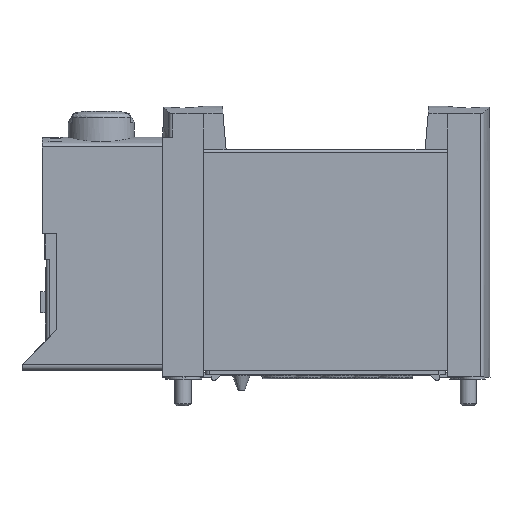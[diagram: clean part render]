
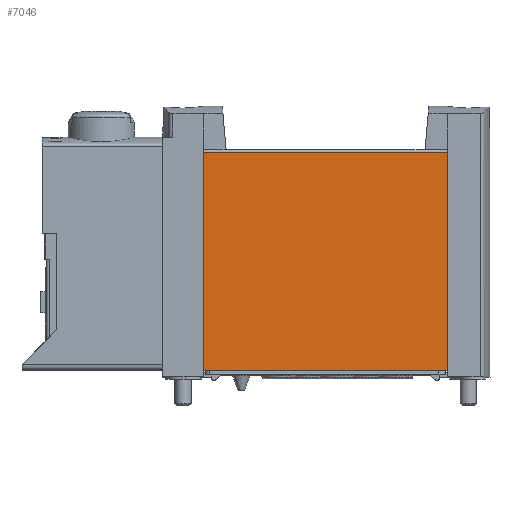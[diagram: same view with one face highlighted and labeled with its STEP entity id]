
A CAD part, top view. The second image highlights one B-rep face of the part: STEP entity #7046.
In plain terms, the highlighted planar face has unit normal (0, 0, 1).
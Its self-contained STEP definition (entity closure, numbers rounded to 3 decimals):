
#134=PLANE('',#7598);
#827=LINE('',#11016,#1471);
#838=LINE('',#11044,#1482);
#841=LINE('',#11052,#1485);
#844=LINE('',#11056,#1488);
#1471=VECTOR('',#8623,1000.);
#1482=VECTOR('',#8648,1000.);
#1485=VECTOR('',#8655,1000.);
#1488=VECTOR('',#8660,1000.);
#2320=ORIENTED_EDGE('',*,*,#4254,.T.);
#2321=ORIENTED_EDGE('',*,*,#4276,.F.);
#2322=ORIENTED_EDGE('',*,*,#4269,.F.);
#2323=ORIENTED_EDGE('',*,*,#4273,.T.);
#4254=EDGE_CURVE('',#5231,#5230,#827,.T.);
#4269=EDGE_CURVE('',#5240,#5241,#838,.T.);
#4273=EDGE_CURVE('',#5240,#5231,#841,.T.);
#4276=EDGE_CURVE('',#5241,#5230,#844,.T.);
#5230=VERTEX_POINT('',#11015);
#5231=VERTEX_POINT('',#11017);
#5240=VERTEX_POINT('',#11043);
#5241=VERTEX_POINT('',#11045);
#5799=EDGE_LOOP('',(#2320,#2321,#2322,#2323));
#6376=FACE_BOUND('',#5799,.T.);
#7046=ADVANCED_FACE('',(#6376),#134,.F.);
#7598=AXIS2_PLACEMENT_3D('',#11055,#8658,#8659);
#8623=DIRECTION('',(0.,-1.,0.));
#8648=DIRECTION('',(0.,-1.,0.));
#8655=DIRECTION('',(-1.,0.,0.));
#8658=DIRECTION('',(0.,0.,-1.));
#8659=DIRECTION('',(-1.,0.,0.));
#8660=DIRECTION('',(-1.,0.,0.));
#11015=CARTESIAN_POINT('',(-14.95,0.,5.1));
#11016=CARTESIAN_POINT('',(-14.95,26.7,5.1));
#11017=CARTESIAN_POINT('',(-14.95,26.7,5.1));
#11043=CARTESIAN_POINT('',(14.95,26.7,5.1));
#11044=CARTESIAN_POINT('',(14.95,26.7,5.1));
#11045=CARTESIAN_POINT('',(14.95,0.,5.1));
#11052=CARTESIAN_POINT('',(14.95,26.7,5.1));
#11055=CARTESIAN_POINT('',(14.95,26.7,5.1));
#11056=CARTESIAN_POINT('',(14.95,0.,5.1));
